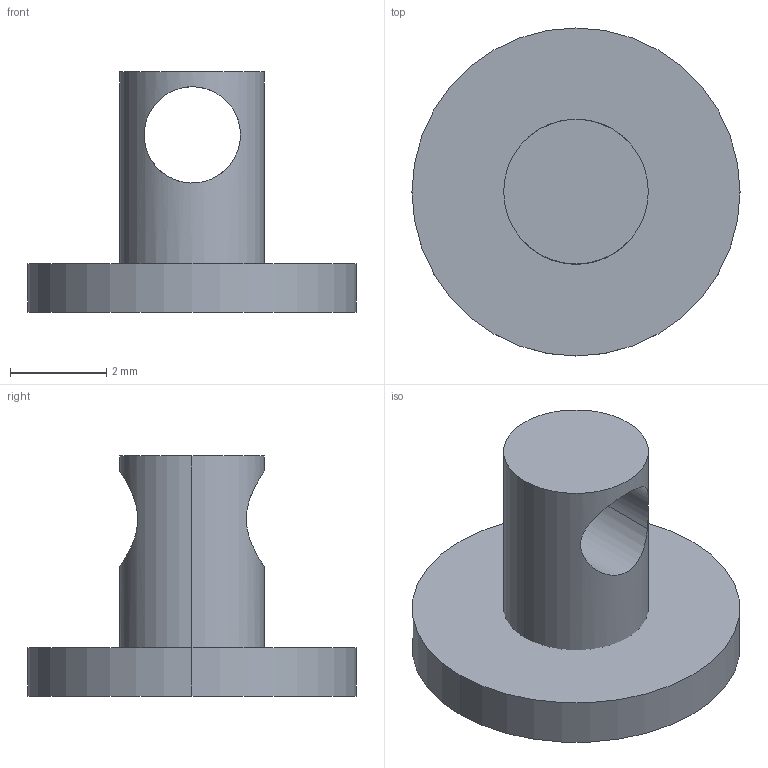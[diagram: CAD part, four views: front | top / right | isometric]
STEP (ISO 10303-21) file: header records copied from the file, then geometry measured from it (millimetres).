
FILE_DESCRIPTION(/* description */ (''),/* implementation_level */ '2;1');
FILE_NAME(/* name */ 'earing-hoop-v3',/* time_stamp */ '2024-12-10T20:26:32Z',/* author */ (''),/* organization */ (''),/* preprocessor_version */ 'ST-DEVELOPER v19.2',/* originating_system */ 'Rhino 8.13',/* authorisation */ '');
FILE_SCHEMA (('AP242_MANAGED_MODEL_BASED_3D_ENGINEERING_MIM_LF { 1 0 10303 442 3 1 4 }'));
Length unit declared in the file: millimetre
Products named in the file (1): Document
Bounding box: 6.8 x 6.8 x 4.98 mm (x, y, z)
Volume: 55.8 mm3; surface area: 155.7 mm2
Topology: 2 solids, 2 shells, 10 faces, 18 edges, 12 vertices
Faces by surface type: cylinder 6, plane 4
Entity records: 344 total; most frequent: CARTESIAN_POINT 140, ORIENTED_EDGE 36, DIRECTION 30, AXIS2_PLACEMENT_3D 20, EDGE_CURVE 18, EDGE_LOOP 12, VERTEX_POINT 12, ADVANCED_FACE 10
